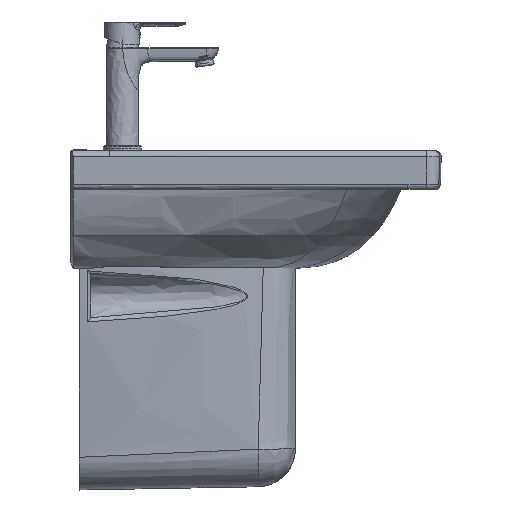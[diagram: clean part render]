
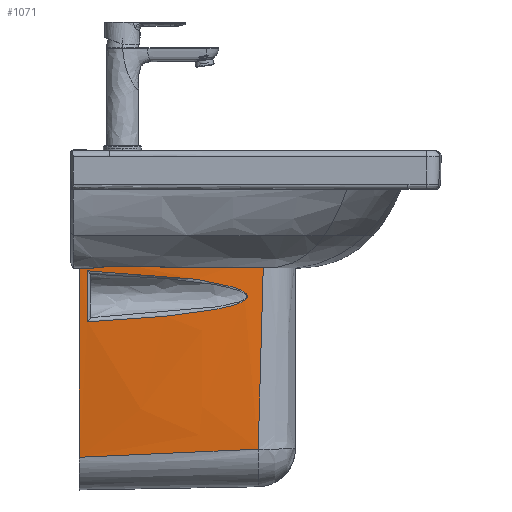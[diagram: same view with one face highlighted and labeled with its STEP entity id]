
A CAD part, left-side view. The second image highlights one B-rep face of the part: STEP entity #1071.
In plain terms, the highlighted free-form (B-spline) face has degree [3, 3] with [4, 4] control points.
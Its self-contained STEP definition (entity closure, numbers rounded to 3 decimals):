
#143=FACE_BOUND('',#3110,.T.);
#1071=ADVANCED_FACE('',(#2060,#143),#14632,.T.);
#2060=FACE_OUTER_BOUND('',#3109,.T.);
#3109=EDGE_LOOP('',(#7548,#7549,#7550,#7551));
#3110=EDGE_LOOP('',(#7552,#7553));
#7548=ORIENTED_EDGE('',*,*,#10225,.T.);
#7549=ORIENTED_EDGE('',*,*,#10160,.T.);
#7550=ORIENTED_EDGE('',*,*,#10161,.T.);
#7551=ORIENTED_EDGE('',*,*,#10162,.T.);
#7552=ORIENTED_EDGE('',*,*,#10157,.T.);
#7553=ORIENTED_EDGE('',*,*,#10153,.T.);
#10153=EDGE_CURVE('',#14107,#14106,#12607,.T.);
#10157=EDGE_CURVE('',#14106,#14107,#12611,.T.);
#10160=EDGE_CURVE('',#14112,#14113,#12613,.T.);
#10161=EDGE_CURVE('',#14113,#14114,#12614,.T.);
#10162=EDGE_CURVE('',#14114,#14111,#12615,.T.);
#10225=EDGE_CURVE('',#14111,#14112,#12662,.T.);
#12607=B_SPLINE_CURVE_WITH_KNOTS('',3,(#142962,#142963,#142964,#142965,
#142966,#142967,#142968,#142969,#142970,#142971,#142972,#142973,#142974,
#142975,#142976,#142977,#142978,#142979,#142980,#142981,#142982,#142983,
#142984,#142985,#142986,#142987,#142988,#142989,#142990,#142991,#142992,
#142993,#142994),.UNSPECIFIED.,.F.,.F.,(4,1,1,1,1,1,1,1,1,1,1,1,1,1,1,1,
1,1,1,1,1,1,1,1,1,1,1,1,1,1,4),(1.086,7.218,13.35,
14.372,15.394,16.416,19.482,20.504,
21.015,21.271,21.526,21.867,22.207,
22.378,22.463,22.548,22.718,22.889,
23.229,23.57,23.698,23.826,24.081,
24.592,25.614,27.147,28.68,31.746,
34.812,37.878,44.01),.UNSPECIFIED.);
#12611=B_SPLINE_CURVE_WITH_KNOTS('',3,(#143011,#143012,#143013,#143014),
 .UNSPECIFIED.,.F.,.F.,(4,4),(17.69,24.377),
 .UNSPECIFIED.);
#12613=B_SPLINE_CURVE_WITH_KNOTS('',3,(#143024,#143025,#143026,#143027),
 .UNSPECIFIED.,.F.,.F.,(4,4),(-241.837,0.),.UNSPECIFIED.);
#12614=B_SPLINE_CURVE_WITH_KNOTS('',3,(#143028,#143029,#143030,#143031),
 .UNSPECIFIED.,.F.,.F.,(4,4),(0.,265.777),.UNSPECIFIED.);
#12615=B_SPLINE_CURVE_WITH_KNOTS('',3,(#143032,#143033,#143034,#143035),
 .UNSPECIFIED.,.F.,.F.,(4,4),(0.,232.077),.UNSPECIFIED.);
#12662=B_SPLINE_CURVE_WITH_KNOTS('',3,(#143544,#143545,#143546,#143547,
#143548,#143549,#143550,#143551,#143552,#143553),.UNSPECIFIED.,.F.,.F.,
(4,1,1,1,1,1,1,4),(0.,0.45,0.901,1.802,
3.603,7.206,14.413,25.222),
 .UNSPECIFIED.);
#14106=VERTEX_POINT('',#142833);
#14107=VERTEX_POINT('',#142834);
#14111=VERTEX_POINT('',#142838);
#14112=VERTEX_POINT('',#142839);
#14113=VERTEX_POINT('',#142840);
#14114=VERTEX_POINT('',#142841);
#14632=B_SPLINE_SURFACE_WITH_KNOTS('',3,3,((#141504,#141505,#141506,#141507),
(#141508,#141509,#141510,#141511),(#141512,#141513,#141514,#141515),(#141516,
#141517,#141518,#141519)),.UNSPECIFIED.,.F.,.F.,.F.,(4,4),(4,4),(0.,265.777),
(0.,241.837),.UNSPECIFIED.);
#141504=CARTESIAN_POINT('',(-410.486,228.951,-51.694));
#141505=CARTESIAN_POINT('',(-397.707,149.358,-51.708));
#141506=CARTESIAN_POINT('',(-384.928,69.765,-51.721));
#141507=CARTESIAN_POINT('',(-372.149,-9.828,-51.735));
#141508=CARTESIAN_POINT('',(-397.027,228.949,-139.258));
#141509=CARTESIAN_POINT('',(-388.099,149.357,-138.069));
#141510=CARTESIAN_POINT('',(-379.171,69.764,-136.88));
#141511=CARTESIAN_POINT('',(-370.243,-9.828,-135.691));
#141512=CARTESIAN_POINT('',(-373.697,228.945,-291.04));
#141513=CARTESIAN_POINT('',(-371.443,149.354,-286.64));
#141514=CARTESIAN_POINT('',(-369.189,69.763,-282.241));
#141515=CARTESIAN_POINT('',(-366.935,-9.829,-277.841));
#141516=CARTESIAN_POINT('',(-370.108,228.945,-314.386));
#141517=CARTESIAN_POINT('',(-368.882,149.354,-310.792));
#141518=CARTESIAN_POINT('',(-367.656,69.762,-307.198));
#141519=CARTESIAN_POINT('',(-366.431,-9.829,-303.604));
#142833=CARTESIAN_POINT('',(-395.862,218.384,-138.938));
#142834=CARTESIAN_POINT('',(-405.639,218.218,-72.791));
#142838=CARTESIAN_POINT('',(-366.538,-2.869,-303.918));
#142839=CARTESIAN_POINT('',(-372.149,-9.828,-51.735));
#142840=CARTESIAN_POINT('',(-410.486,228.951,-51.694));
#142841=CARTESIAN_POINT('',(-370.108,228.945,-314.386));
#142962=CARTESIAN_POINT('',(-405.639,218.218,-72.791));
#142963=CARTESIAN_POINT('',(-402.534,198.028,-73.389));
#142964=CARTESIAN_POINT('',(-396.273,157.668,-75.226));
#142965=CARTESIAN_POINT('',(-389.488,114.025,-78.982));
#142966=CARTESIAN_POINT('',(-385.37,87.313,-82.337));
#142967=CARTESIAN_POINT('',(-383.834,77.321,-83.735));
#142968=CARTESIAN_POINT('',(-381.283,60.672,-86.357));
#142969=CARTESIAN_POINT('',(-378.733,43.889,-89.593));
#142970=CARTESIAN_POINT('',(-376.545,29.415,-93.795));
#142971=CARTESIAN_POINT('',(-375.708,23.896,-95.818));
#142972=CARTESIAN_POINT('',(-375.236,20.806,-97.139));
#142973=CARTESIAN_POINT('',(-374.848,18.28,-98.357));
#142974=CARTESIAN_POINT('',(-374.424,15.559,-99.937));
#142975=CARTESIAN_POINT('',(-374.068,13.355,-101.673));
#142976=CARTESIAN_POINT('',(-373.849,12.116,-103.242));
#142977=CARTESIAN_POINT('',(-373.747,11.611,-104.258));
#142978=CARTESIAN_POINT('',(-373.666,11.281,-105.351));
#142979=CARTESIAN_POINT('',(-373.62,11.318,-106.811));
#142980=CARTESIAN_POINT('',(-373.675,12.326,-108.907));
#142981=CARTESIAN_POINT('',(-373.874,14.441,-110.88));
#142982=CARTESIAN_POINT('',(-374.111,16.749,-112.318));
#142983=CARTESIAN_POINT('',(-374.296,18.503,-113.238));
#142984=CARTESIAN_POINT('',(-374.459,20.036,-113.978));
#142985=CARTESIAN_POINT('',(-374.754,22.775,-115.162));
#142986=CARTESIAN_POINT('',(-375.362,28.37,-117.186));
#142987=CARTESIAN_POINT('',(-376.438,38.164,-119.936));
#142988=CARTESIAN_POINT('',(-377.899,51.475,-122.792));
#142989=CARTESIAN_POINT('',(-380.09,71.514,-126.236));
#142990=CARTESIAN_POINT('',(-382.823,96.717,-129.561));
#142991=CARTESIAN_POINT('',(-386.089,127.077,-132.687));
#142992=CARTESIAN_POINT('',(-390.434,167.654,-136.046));
#142993=CARTESIAN_POINT('',(-393.684,198.083,-137.901));
#142994=CARTESIAN_POINT('',(-395.862,218.384,-138.938));
#143011=CARTESIAN_POINT('',(-395.862,218.384,-138.938));
#143012=CARTESIAN_POINT('',(-399.123,218.328,-116.889));
#143013=CARTESIAN_POINT('',(-402.382,218.273,-94.84));
#143014=CARTESIAN_POINT('',(-405.639,218.218,-72.791));
#143024=CARTESIAN_POINT('',(-372.149,-9.828,-51.735));
#143025=CARTESIAN_POINT('',(-384.928,69.765,-51.721));
#143026=CARTESIAN_POINT('',(-397.707,149.358,-51.708));
#143027=CARTESIAN_POINT('',(-410.486,228.951,-51.694));
#143028=CARTESIAN_POINT('',(-410.486,228.951,-51.694));
#143029=CARTESIAN_POINT('',(-397.027,228.949,-139.258));
#143030=CARTESIAN_POINT('',(-373.697,228.945,-291.04));
#143031=CARTESIAN_POINT('',(-370.108,228.945,-314.386));
#143032=CARTESIAN_POINT('',(-370.108,228.945,-314.386));
#143033=CARTESIAN_POINT('',(-368.918,151.674,-310.897));
#143034=CARTESIAN_POINT('',(-367.728,74.402,-307.407));
#143035=CARTESIAN_POINT('',(-366.538,-2.869,-303.918));
#143544=CARTESIAN_POINT('',(-366.538,-2.869,-303.918));
#143545=CARTESIAN_POINT('',(-366.571,-2.907,-302.459));
#143546=CARTESIAN_POINT('',(-366.642,-2.986,-299.49));
#143547=CARTESIAN_POINT('',(-366.787,-3.146,-293.521));
#143548=CARTESIAN_POINT('',(-367.048,-3.432,-283.035));
#143549=CARTESIAN_POINT('',(-367.573,-4.011,-262.03));
#143550=CARTESIAN_POINT('',(-368.605,-5.182,-219.988));
#143551=CARTESIAN_POINT('',(-370.268,-7.194,-147.89));
#143552=CARTESIAN_POINT('',(-371.486,-8.855,-87.801));
#143553=CARTESIAN_POINT('',(-372.149,-9.828,-51.735));
